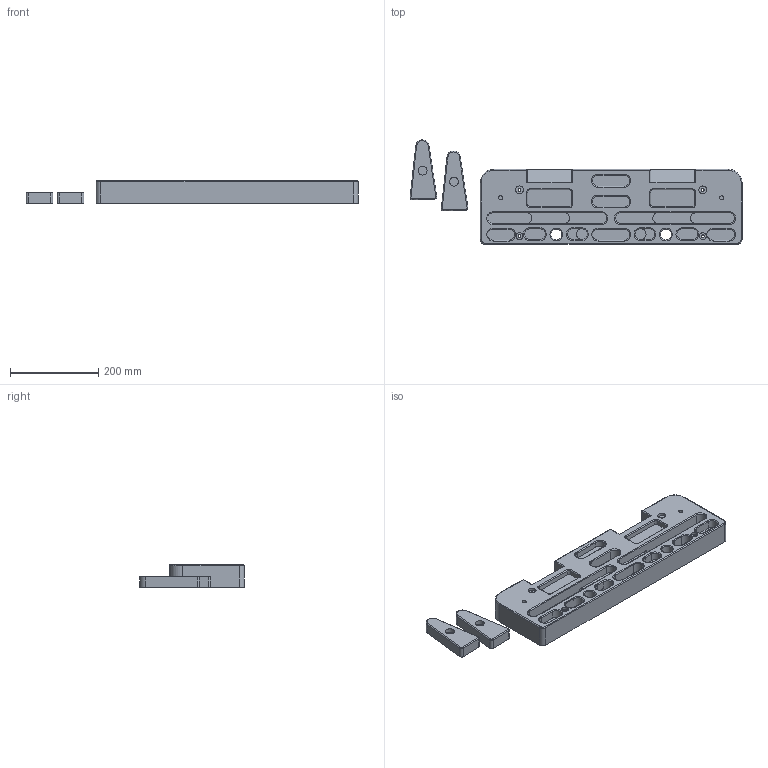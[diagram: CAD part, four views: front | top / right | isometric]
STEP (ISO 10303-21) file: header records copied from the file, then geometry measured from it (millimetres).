
FILE_DESCRIPTION(/* description */ (''),/* implementation_level */ '2;1');
FILE_NAME(/* name */ 'Hang Board v33.step',/* time_stamp */ '2022-04-18T07:38:15-05:00',/* author */ (''),/* organization */ (''),/* preprocessor_version */ 'ST-DEVELOPER v18.1',/* originating_system */ 'Autodesk Translation Framework v10.14.0.1471',/* authorisation */ '');
FILE_SCHEMA (('AUTOMOTIVE_DESIGN { 1 0 10303 214 3 1 1 }'));
Length unit declared in the file: millimetre
Products named in the file (2): Hang Board; Pinch
Assembly tree (1 placements, depth 2):
  Hang Board
    Pinch
Bounding box: 751.15 x 235.74 x 50.8 mm (x, y, z)
Volume: 4352368.7 mm3; surface area: 399753.8 mm2
Topology: 3 solids, 3 shells, 225 faces, 510 edges, 312 vertices
Faces by surface type: cylinder 104, plane 79, torus 42
Full cylindrical faces by diameter (mm): 6.35 x4, 9 x2, 16 x2, 18 x2, 20 x2, 25 x4
Entity records: 6383 total; most frequent: DIRECTION 1220, CARTESIAN_POINT 1050, ORIENTED_EDGE 1020, EDGE_CURVE 510, AXIS2_PLACEMENT_3D 482, VERTEX_POINT 312, EDGE_LOOP 258, LINE 256
